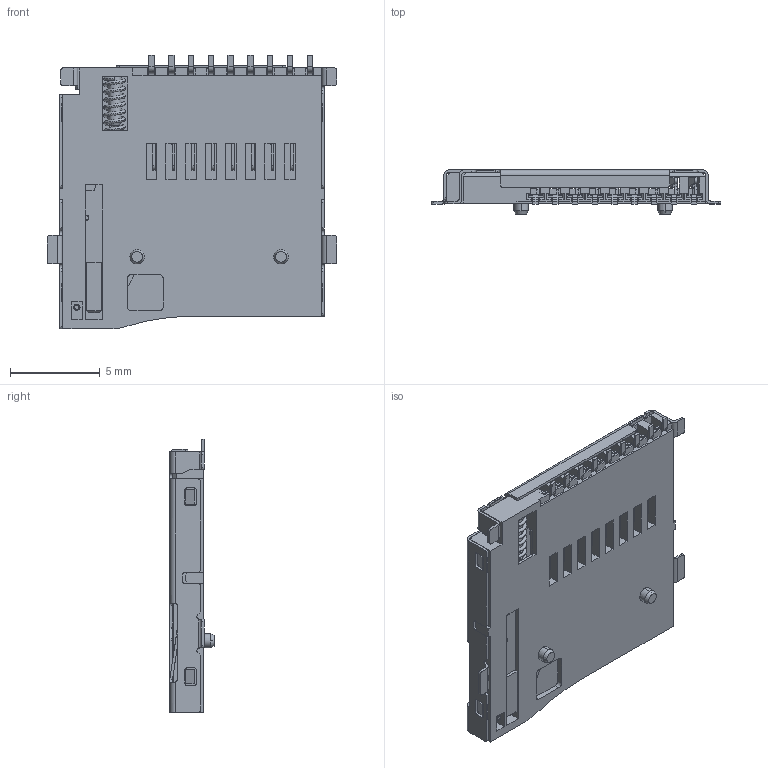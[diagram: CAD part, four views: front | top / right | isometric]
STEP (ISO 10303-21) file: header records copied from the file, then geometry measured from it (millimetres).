
FILE_DESCRIPTION (( 'STEP AP214' ), '1' );
FILE_NAME ('TFP09-2-12B.STEP', '2021-08-05T05:13:13', ( '' ), ( '' ), 'SwSTEP 2.0', 'SolidWorks 2018', '' );
FILE_SCHEMA (( 'AUTOMOTIVE_DESIGN' ));
Length unit declared in the file: millimetre
Products named in the file (1): TFP09-2-12B
Bounding box: 16.1 x 2.45 x 15.2 mm (x, y, z)
Volume: 191.3 mm3; surface area: 1365.7 mm2
Topology: 14 solids, 14 shells, 1371 faces, 4016 edges, 2651 vertices
Faces by surface type: plane 1004, cylinder 327, cone 16, bspline 16, torus 8
Entity records: 65933 total; most frequent: CARTESIAN_POINT 14890, ORIENTED_EDGE 8032, DIRECTION 6625, EDGE_CURVE 4016, LINE 3163, VECTOR 3163, VERTEX_POINT 2651, AXIS2_PLACEMENT_3D 1731
